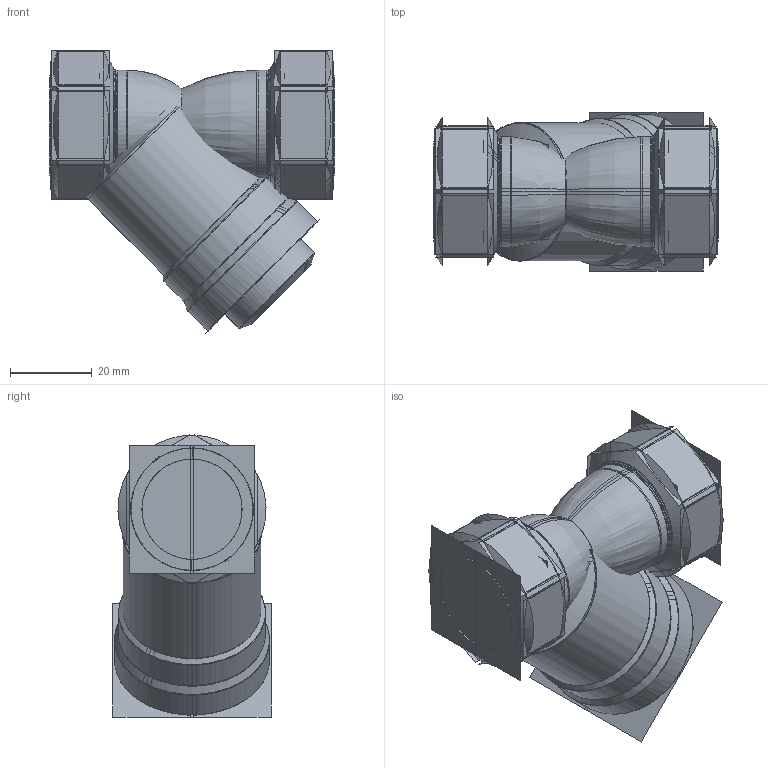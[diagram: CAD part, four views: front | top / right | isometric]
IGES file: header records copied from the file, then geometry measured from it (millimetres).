
Start section:  PTC IGES file: 577005 (IGS).igs
Global section: file name: 577005 (IGS).igs; native system: Creo Parametric by PTC Inc.; preprocessor: 2016380; author: sparenzan; organization: Unknown; date: 20180126.111810; units: millimetre
Bounding box: 69.48 x 38.63 x 68.9 mm (x, y, z)
Volume: 79699.2 mm3; surface area: 75238.3 mm2
Topology: 2 solids, 2 shells, 164 faces, 872 edges, 1122 vertices
Faces by surface type: revolution 112, bspline 52
